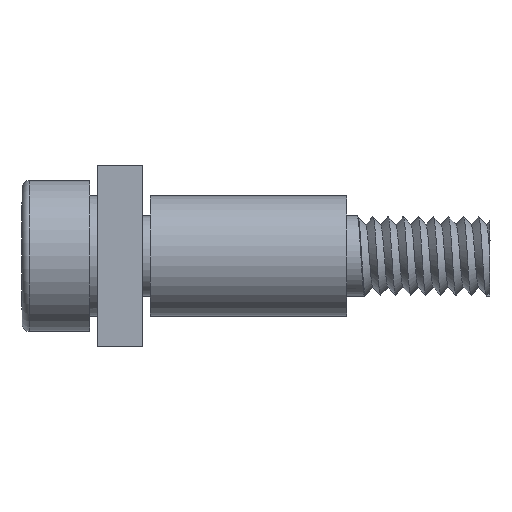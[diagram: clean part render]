
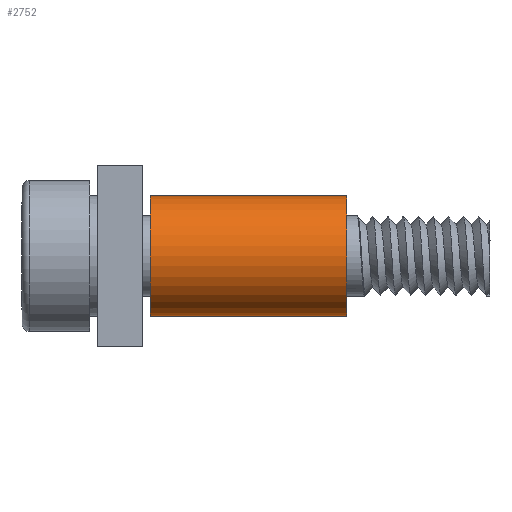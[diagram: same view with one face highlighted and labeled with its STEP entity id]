
A CAD part, left-side view. The second image highlights one B-rep face of the part: STEP entity #2752.
In plain terms, the highlighted cylindrical face has radius 2 mm (diameter 4 mm), a partial arc.
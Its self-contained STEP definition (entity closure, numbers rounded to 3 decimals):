
#571 = AXIS2_PLACEMENT_3D ( 'NONE', #3681, #8471, #4381 ) ;
#578 = VECTOR ( 'NONE', #6363, 1000. ) ;
#718 = CYLINDRICAL_SURFACE ( 'NONE', #2875, 2. ) ;
#803 = LINE ( 'NONE', #4303, #578 ) ;
#1180 = EDGE_CURVE ( 'NONE', #4631, #7955, #803, .T. ) ;
#1229 = AXIS2_PLACEMENT_3D ( 'NONE', #3793, #8576, #4484 ) ;
#1582 = LINE ( 'NONE', #5110, #5026 ) ;
#2091 = DIRECTION ( 'NONE',  ( 0., 0., 1. ) ) ;
#2219 = CARTESIAN_POINT ( 'NONE',  ( 0., -3.75, -2. ) ) ;
#2727 = CARTESIAN_POINT ( 'NONE',  ( 0., -3.75, 2. ) ) ;
#2752 = ADVANCED_FACE ( 'NONE', ( #3203 ), #718, .T. ) ;
#2875 = AXIS2_PLACEMENT_3D ( 'NONE', #5469, #8243, #2091 ) ;
#3203 = FACE_OUTER_BOUND ( 'NONE', #5490, .T. ) ;
#3551 = VERTEX_POINT ( 'NONE', #4613 ) ;
#3681 = CARTESIAN_POINT ( 'NONE',  ( 0., -3.75, 0. ) ) ;
#3793 = CARTESIAN_POINT ( 'NONE',  ( 0., -10.25, 0. ) ) ;
#3870 = ORIENTED_EDGE ( 'NONE', *, *, #6406, .F. ) ;
#4303 = CARTESIAN_POINT ( 'NONE',  ( 0., -10.25, -2. ) ) ;
#4381 = DIRECTION ( 'NONE',  ( 0., 0., -1. ) ) ;
#4484 = DIRECTION ( 'NONE',  ( 0., 0., -1. ) ) ;
#4583 = EDGE_CURVE ( 'NONE', #7338, #7955, #4716, .T. ) ;
#4613 = CARTESIAN_POINT ( 'NONE',  ( 0., -10.25, 2. ) ) ;
#4631 = VERTEX_POINT ( 'NONE', #5835 ) ;
#4716 = CIRCLE ( 'NONE', #571, 2. ) ;
#4757 = ORIENTED_EDGE ( 'NONE', *, *, #4583, .T. ) ;
#5026 = VECTOR ( 'NONE', #8566, 1000. ) ;
#5110 = CARTESIAN_POINT ( 'NONE',  ( 0., -10.25, 2. ) ) ;
#5315 = ORIENTED_EDGE ( 'NONE', *, *, #1180, .F. ) ;
#5469 = CARTESIAN_POINT ( 'NONE',  ( 0., -10.25, 0. ) ) ;
#5490 = EDGE_LOOP ( 'NONE', ( #5315, #3870, #5618, #4757 ) ) ;
#5618 = ORIENTED_EDGE ( 'NONE', *, *, #8239, .T. ) ;
#5835 = CARTESIAN_POINT ( 'NONE',  ( 0., -10.25, -2. ) ) ;
#6126 = CIRCLE ( 'NONE', #1229, 2. ) ;
#6363 = DIRECTION ( 'NONE',  ( 0., 1., 0. ) ) ;
#6406 = EDGE_CURVE ( 'NONE', #3551, #4631, #6126, .T. ) ;
#7338 = VERTEX_POINT ( 'NONE', #2727 ) ;
#7955 = VERTEX_POINT ( 'NONE', #2219 ) ;
#8239 = EDGE_CURVE ( 'NONE', #3551, #7338, #1582, .T. ) ;
#8243 = DIRECTION ( 'NONE',  ( 0., 1., 0. ) ) ;
#8471 = DIRECTION ( 'NONE',  ( 0., -1., 0. ) ) ;
#8566 = DIRECTION ( 'NONE',  ( 0., 1., 0. ) ) ;
#8576 = DIRECTION ( 'NONE',  ( 0., -1., 0. ) ) ;
